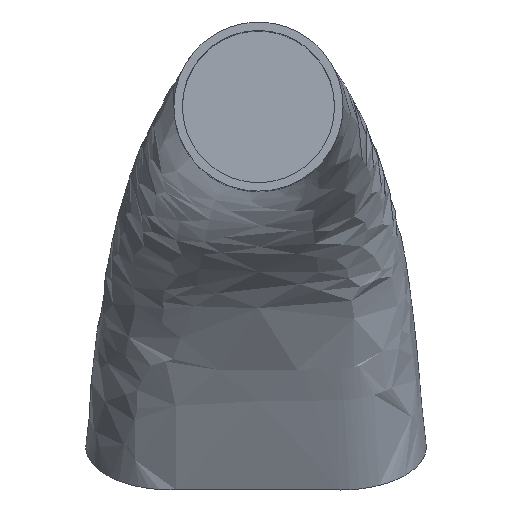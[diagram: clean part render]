
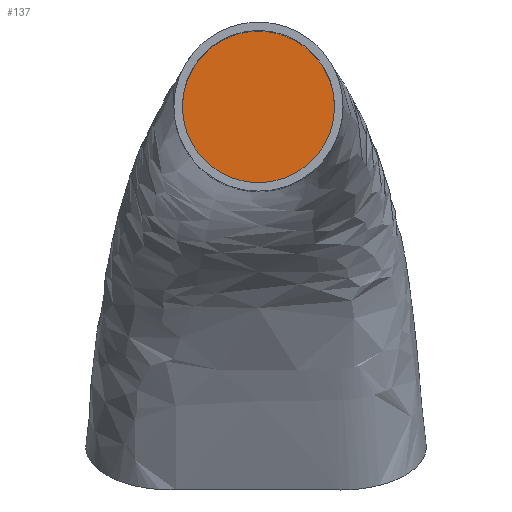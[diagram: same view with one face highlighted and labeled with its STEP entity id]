
A CAD part, top view. The second image highlights one B-rep face of the part: STEP entity #137.
In plain terms, the highlighted planar face has unit normal (0, 0, 1).
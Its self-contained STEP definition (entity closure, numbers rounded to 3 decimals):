
#25=CIRCLE('',#161,6.75);
#32=PLANE('',#160);
#38=FACE_OUTER_BOUND('',#48,.T.);
#48=EDGE_LOOP('',(#108));
#70=VERTEX_POINT('',#2853);
#85=EDGE_CURVE('',#70,#70,#25,.T.);
#108=ORIENTED_EDGE('',*,*,#85,.T.);
#137=ADVANCED_FACE('',(#38),#32,.F.);
#160=AXIS2_PLACEMENT_3D('',#2852,#179,#180);
#161=AXIS2_PLACEMENT_3D('',#2854,#181,#182);
#179=DIRECTION('center_axis',(0.,0.,-1.));
#180=DIRECTION('ref_axis',(-1.,0.,0.));
#181=DIRECTION('center_axis',(0.,0.,
1.));
#182=DIRECTION('ref_axis',(-1.,0.,0.));
#2852=CARTESIAN_POINT('Origin',(0.,72.,-46.223));
#2853=CARTESIAN_POINT('',(6.75,72.,-46.223));
#2854=CARTESIAN_POINT('Origin',(0.,72.,-46.223));
